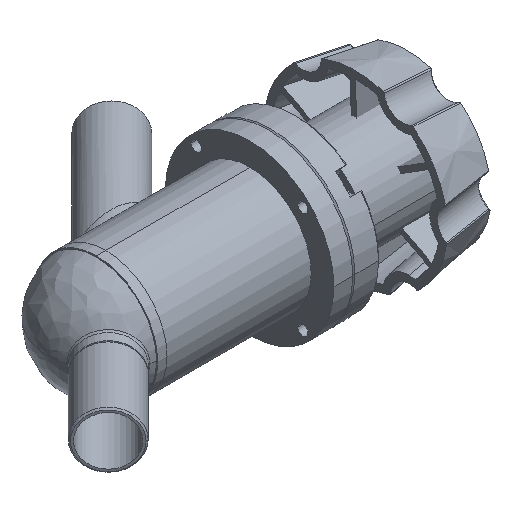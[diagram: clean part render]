
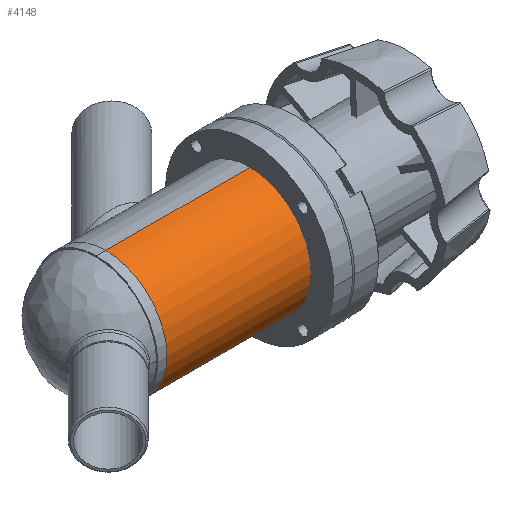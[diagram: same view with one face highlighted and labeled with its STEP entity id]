
A CAD part, isometric view. The second image highlights one B-rep face of the part: STEP entity #4148.
In plain terms, the highlighted cylindrical face has radius 20.637 mm (diameter 41.275 mm), a partial arc.
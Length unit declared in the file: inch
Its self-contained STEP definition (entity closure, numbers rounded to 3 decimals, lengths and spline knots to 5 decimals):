
#118 = DIRECTION ( 'NONE',  ( -1., 0., 0. ) ) ;
#516 = EDGE_CURVE ( 'NONE', #597, #8447, #8229, .T. ) ;
#597 = VERTEX_POINT ( 'NONE', #1214 ) ;
#622 = AXIS2_PLACEMENT_3D ( 'NONE', #10951, #5347, #11906 ) ;
#632 = ORIENTED_EDGE ( 'NONE', *, *, #2183, .F. ) ;
#910 = FACE_OUTER_BOUND ( 'NONE', #8949, .T. ) ;
#1214 = CARTESIAN_POINT ( 'NONE',  ( 1.97, 0., 0.8125 ) ) ;
#1924 = CARTESIAN_POINT ( 'NONE',  ( 0., 0., -0.8125 ) ) ;
#2150 = VERTEX_POINT ( 'NONE', #1924 ) ;
#2161 = DIRECTION ( 'NONE',  ( 1., 0., 0. ) ) ;
#2183 = EDGE_CURVE ( 'NONE', #8390, #2150, #11659, .T. ) ;
#2763 = EDGE_CURVE ( 'NONE', #8447, #2150, #7540, .T. ) ;
#3227 = AXIS2_PLACEMENT_3D ( 'NONE', #3897, #118, #6679 ) ;
#3302 = CIRCLE ( 'NONE', #622, 0.8125 ) ;
#3897 = CARTESIAN_POINT ( 'NONE',  ( 1.97, 0., 0. ) ) ;
#3991 = ORIENTED_EDGE ( 'NONE', *, *, #516, .T. ) ;
#4148 = ADVANCED_FACE ( 'NONE', ( #910 ), #4748, .T. ) ;
#4192 = VECTOR ( 'NONE', #10398, 39.37008 ) ;
#4363 = CARTESIAN_POINT ( 'NONE',  ( 1.97, 0., 0.8125 ) ) ;
#4748 = CYLINDRICAL_SURFACE ( 'NONE', #3227, 0.8125 ) ;
#5236 = CARTESIAN_POINT ( 'NONE',  ( 1.97, 0., -0.8125 ) ) ;
#5347 = DIRECTION ( 'NONE',  ( -1., 0., 0. ) ) ;
#6589 = ORIENTED_EDGE ( 'NONE', *, *, #7375, .T. ) ;
#6679 = DIRECTION ( 'NONE',  ( 0., 0., 1. ) ) ;
#6810 = DIRECTION ( 'NONE',  ( -1., 0., 0. ) ) ;
#6837 = AXIS2_PLACEMENT_3D ( 'NONE', #7768, #2161, #8717 ) ;
#7375 = EDGE_CURVE ( 'NONE', #8390, #597, #3302, .T. ) ;
#7540 = CIRCLE ( 'NONE', #6837, 0.8125 ) ;
#7768 = CARTESIAN_POINT ( 'NONE',  ( 0., 0., 0. ) ) ;
#7939 = VECTOR ( 'NONE', #6810, 39.37008 ) ;
#8199 = CARTESIAN_POINT ( 'NONE',  ( 0., 0., 0.8125 ) ) ;
#8229 = LINE ( 'NONE', #4363, #7939 ) ;
#8390 = VERTEX_POINT ( 'NONE', #5236 ) ;
#8447 = VERTEX_POINT ( 'NONE', #8199 ) ;
#8717 = DIRECTION ( 'NONE',  ( 0., 0., 1. ) ) ;
#8949 = EDGE_LOOP ( 'NONE', ( #632, #6589, #3991, #11668 ) ) ;
#9458 = CARTESIAN_POINT ( 'NONE',  ( 1.97, 0., -0.8125 ) ) ;
#10398 = DIRECTION ( 'NONE',  ( -1., 0., 0. ) ) ;
#10951 = CARTESIAN_POINT ( 'NONE',  ( 1.97, 0., 0. ) ) ;
#11659 = LINE ( 'NONE', #9458, #4192 ) ;
#11668 = ORIENTED_EDGE ( 'NONE', *, *, #2763, .T. ) ;
#11906 = DIRECTION ( 'NONE',  ( 0., 0., 1. ) ) ;
